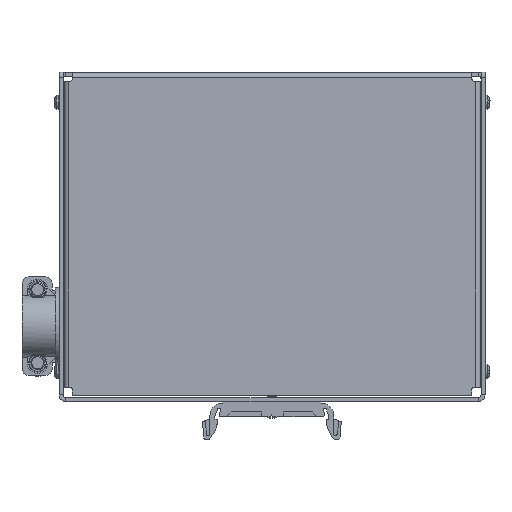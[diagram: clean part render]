
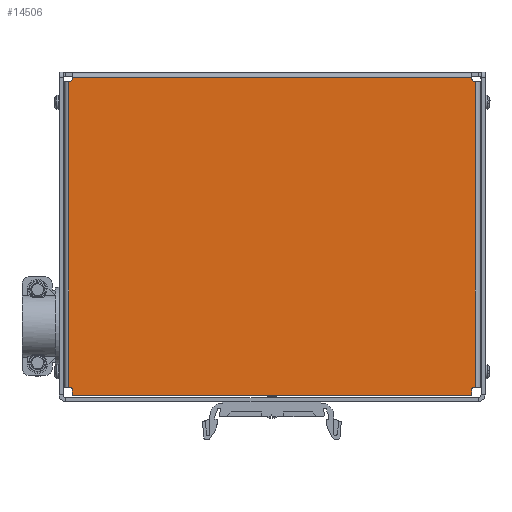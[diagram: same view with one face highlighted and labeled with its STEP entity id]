
A CAD part, left-side view. The second image highlights one B-rep face of the part: STEP entity #14506.
In plain terms, the highlighted face is planar.
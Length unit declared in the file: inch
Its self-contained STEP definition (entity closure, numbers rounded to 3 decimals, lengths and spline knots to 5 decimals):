
#69 = CARTESIAN_POINT ( 'NONE',  ( 2.39, -0.024, -1.8745 ) ) ;
#246 = VECTOR ( 'NONE', #18441, 39.37008 ) ;
#305 = VECTOR ( 'NONE', #7987, 39.37008 ) ;
#493 = DIRECTION ( 'NONE',  ( -1., 0., 0. ) ) ;
#660 = CARTESIAN_POINT ( 'NONE',  ( -2.39, -0.024, 1.8575 ) ) ;
#923 = CARTESIAN_POINT ( 'NONE',  ( 2.3925, -0.024, -1.8505 ) ) ;
#1197 = DIRECTION ( 'NONE',  ( 0., 0., -1. ) ) ;
#1257 = LINE ( 'NONE', #24463, #13295 ) ;
#2517 = ORIENTED_EDGE ( 'NONE', *, *, #7266, .F. ) ;
#2904 = ORIENTED_EDGE ( 'NONE', *, *, #23031, .F. ) ;
#2914 = VERTEX_POINT ( 'NONE', #21325 ) ;
#3545 = AXIS2_PLACEMENT_3D ( 'NONE', #8745, #16548, #1197 ) ;
#3568 = VERTEX_POINT ( 'NONE', #24716 ) ;
#4211 = CARTESIAN_POINT ( 'NONE',  ( 2.432, -0.024, 1.8275 ) ) ;
#4354 = VERTEX_POINT ( 'NONE', #11862 ) ;
#4378 = VECTOR ( 'NONE', #5899, 39.37008 ) ;
#4500 = EDGE_CURVE ( 'NONE', #10754, #18580, #24691, .T. ) ;
#4581 = LINE ( 'NONE', #4211, #6467 ) ;
#4631 = CARTESIAN_POINT ( 'NONE',  ( -2.39, -0.024, -1.8505 ) ) ;
#4643 = DIRECTION ( 'NONE',  ( 0., 0., 1. ) ) ;
#4711 = DIRECTION ( 'NONE',  ( 1., 0., 0. ) ) ;
#4713 = AXIS2_PLACEMENT_3D ( 'NONE', #18313, #14377, #12840 ) ;
#4728 = EDGE_CURVE ( 'NONE', #19541, #19268, #10009, .T. ) ;
#5242 = CARTESIAN_POINT ( 'NONE',  ( 2.39, -0.024, 1.8575 ) ) ;
#5287 = CARTESIAN_POINT ( 'NONE',  ( -2.42, -0.024, 1.8275 ) ) ;
#5464 = LINE ( 'NONE', #6879, #15845 ) ;
#5600 = EDGE_CURVE ( 'NONE', #2914, #3568, #5464, .T. ) ;
#5690 = CARTESIAN_POINT ( 'NONE',  ( 2.49, -0.024, -1.8325 ) ) ;
#5706 = CARTESIAN_POINT ( 'NONE',  ( 2.39, -0.024, -1.8505 ) ) ;
#5720 = DIRECTION ( 'NONE',  ( 0., 1., 0. ) ) ;
#5899 = DIRECTION ( 'NONE',  ( -1., 0., 0. ) ) ;
#5921 = CARTESIAN_POINT ( 'NONE',  ( -2.432, -0.024, -1.8325 ) ) ;
#6160 = ORIENTED_EDGE ( 'NONE', *, *, #21344, .F. ) ;
#6467 = VECTOR ( 'NONE', #10326, 39.37008 ) ;
#6485 = VERTEX_POINT ( 'NONE', #4631 ) ;
#6512 = EDGE_CURVE ( 'NONE', #21314, #10754, #24014, .T. ) ;
#6566 = CARTESIAN_POINT ( 'NONE',  ( 2.39, -0.024, 1.8575 ) ) ;
#6879 = CARTESIAN_POINT ( 'NONE',  ( -2.39, -0.024, 1.9275 ) ) ;
#6925 = VERTEX_POINT ( 'NONE', #22038 ) ;
#7060 = LINE ( 'NONE', #8887, #16311 ) ;
#7132 = DIRECTION ( 'NONE',  ( 0., 0., -1. ) ) ;
#7266 = EDGE_CURVE ( 'NONE', #23217, #6925, #17653, .T. ) ;
#7416 = EDGE_CURVE ( 'NONE', #19268, #15974, #12546, .T. ) ;
#7462 = VERTEX_POINT ( 'NONE', #11249 ) ;
#7540 = CIRCLE ( 'NONE', #4713, 0.03 ) ;
#7542 = DIRECTION ( 'NONE',  ( 0., 0., -1. ) ) ;
#7594 = LINE ( 'NONE', #5690, #305 ) ;
#7651 = VERTEX_POINT ( 'NONE', #12161 ) ;
#7733 = ORIENTED_EDGE ( 'NONE', *, *, #25181, .F. ) ;
#7764 = EDGE_LOOP ( 'NONE', ( #2904, #7733, #18957, #24215, #14410, #10874, #8031, #10946, #6160, #17214, #19116, #14120, #14848, #15992, #20467, #11272, #2517, #12137 ) ) ;
#7847 = DIRECTION ( 'NONE',  ( 0., 0., 1. ) ) ;
#7927 = CARTESIAN_POINT ( 'NONE',  ( -2.3925, -0.024, -1.8505 ) ) ;
#7987 = DIRECTION ( 'NONE',  ( -1., 0., 0. ) ) ;
#8031 = ORIENTED_EDGE ( 'NONE', *, *, #13729, .F. ) ;
#8424 = CARTESIAN_POINT ( 'NONE',  ( 2.432, -0.024, -1.8325 ) ) ;
#8679 = CIRCLE ( 'NONE', #9094, 0.03 ) ;
#8724 = DIRECTION ( 'NONE',  ( 1., 0., 0. ) ) ;
#8745 = CARTESIAN_POINT ( 'NONE',  ( -2.42, -0.024, 1.8575 ) ) ;
#8887 = CARTESIAN_POINT ( 'NONE',  ( -2.39, -0.024, 1.9275 ) ) ;
#8899 = DIRECTION ( 'NONE',  ( 0., -1., 0. ) ) ;
#9094 = AXIS2_PLACEMENT_3D ( 'NONE', #25014, #11675, #7542 ) ;
#9357 = VECTOR ( 'NONE', #8724, 39.37008 ) ;
#10009 = LINE ( 'NONE', #11952, #4378 ) ;
#10326 = DIRECTION ( 'NONE',  ( 0., 0., -1. ) ) ;
#10567 = DIRECTION ( 'NONE',  ( 0., 0., -1. ) ) ;
#10754 = VERTEX_POINT ( 'NONE', #5287 ) ;
#10874 = ORIENTED_EDGE ( 'NONE', *, *, #11877, .F. ) ;
#10946 = ORIENTED_EDGE ( 'NONE', *, *, #15643, .F. ) ;
#11249 = CARTESIAN_POINT ( 'NONE',  ( 2.42, -0.024, -1.8325 ) ) ;
#11272 = ORIENTED_EDGE ( 'NONE', *, *, #11776, .F. ) ;
#11675 = DIRECTION ( 'NONE',  ( 0., -1., 0. ) ) ;
#11776 = EDGE_CURVE ( 'NONE', #6925, #21314, #20104, .T. ) ;
#11778 = VECTOR ( 'NONE', #4643, 39.37008 ) ;
#11862 = CARTESIAN_POINT ( 'NONE',  ( 2.42, -0.024, 1.8275 ) ) ;
#11877 = EDGE_CURVE ( 'NONE', #7462, #19541, #7540, .T. ) ;
#11952 = CARTESIAN_POINT ( 'NONE',  ( 2.42, -0.024, -1.8505 ) ) ;
#12137 = ORIENTED_EDGE ( 'NONE', *, *, #20745, .F. ) ;
#12161 = CARTESIAN_POINT ( 'NONE',  ( 2.432, -0.024, 1.8275 ) ) ;
#12546 = LINE ( 'NONE', #24607, #17940 ) ;
#12644 = AXIS2_PLACEMENT_3D ( 'NONE', #19388, #5720, #24969 ) ;
#12795 = DIRECTION ( 'NONE',  ( 1., 0., 0. ) ) ;
#12840 = DIRECTION ( 'NONE',  ( 0., 0., 1. ) ) ;
#13295 = VECTOR ( 'NONE', #4711, 39.37008 ) ;
#13682 = CIRCLE ( 'NONE', #17304, 0.03 ) ;
#13729 = EDGE_CURVE ( 'NONE', #21311, #7462, #7594, .T. ) ;
#13891 = VECTOR ( 'NONE', #493, 39.37008 ) ;
#14120 = ORIENTED_EDGE ( 'NONE', *, *, #5600, .F. ) ;
#14363 = CARTESIAN_POINT ( 'NONE',  ( -2.42, -0.024, 1.8275 ) ) ;
#14377 = DIRECTION ( 'NONE',  ( 0., -1., 0. ) ) ;
#14410 = ORIENTED_EDGE ( 'NONE', *, *, #4728, .F. ) ;
#14506 = ADVANCED_FACE ( 'NONE', ( #15193 ), #15455, .F. ) ;
#14611 = VECTOR ( 'NONE', #21008, 39.37008 ) ;
#14844 = CARTESIAN_POINT ( 'NONE',  ( 2.42, -0.024, -1.8505 ) ) ;
#14848 = ORIENTED_EDGE ( 'NONE', *, *, #16204, .F. ) ;
#14915 = VECTOR ( 'NONE', #7847, 39.37008 ) ;
#15193 = FACE_OUTER_BOUND ( 'NONE', #7764, .T. ) ;
#15222 = DIRECTION ( 'NONE',  ( -1., 0., 0. ) ) ;
#15455 = PLANE ( 'NONE',  #12644 ) ;
#15643 = EDGE_CURVE ( 'NONE', #7651, #21311, #4581, .T. ) ;
#15845 = VECTOR ( 'NONE', #12795, 39.37008 ) ;
#15974 = VERTEX_POINT ( 'NONE', #69 ) ;
#15992 = ORIENTED_EDGE ( 'NONE', *, *, #4500, .F. ) ;
#16204 = EDGE_CURVE ( 'NONE', #18580, #2914, #7060, .T. ) ;
#16311 = VECTOR ( 'NONE', #18820, 39.37008 ) ;
#16548 = DIRECTION ( 'NONE',  ( 0., -1., 0. ) ) ;
#16884 = VERTEX_POINT ( 'NONE', #7927 ) ;
#17214 = ORIENTED_EDGE ( 'NONE', *, *, #17738, .F. ) ;
#17304 = AXIS2_PLACEMENT_3D ( 'NONE', #18578, #8899, #10567 ) ;
#17653 = LINE ( 'NONE', #19948, #13891 ) ;
#17738 = EDGE_CURVE ( 'NONE', #21850, #4354, #8679, .T. ) ;
#17940 = VECTOR ( 'NONE', #7132, 39.37008 ) ;
#18313 = CARTESIAN_POINT ( 'NONE',  ( 2.42, -0.024, -1.8625 ) ) ;
#18441 = DIRECTION ( 'NONE',  ( 0., 0., -1. ) ) ;
#18578 = CARTESIAN_POINT ( 'NONE',  ( -2.42, -0.024, -1.8625 ) ) ;
#18580 = VERTEX_POINT ( 'NONE', #660 ) ;
#18733 = CARTESIAN_POINT ( 'NONE',  ( -2.39, -0.024, -1.8745 ) ) ;
#18820 = DIRECTION ( 'NONE',  ( 0., 0., 1. ) ) ;
#18957 = ORIENTED_EDGE ( 'NONE', *, *, #23641, .T. ) ;
#19116 = ORIENTED_EDGE ( 'NONE', *, *, #22446, .F. ) ;
#19268 = VERTEX_POINT ( 'NONE', #5706 ) ;
#19388 = CARTESIAN_POINT ( 'NONE',  ( 2.42, -0.024, -1.8625 ) ) ;
#19431 = VECTOR ( 'NONE', #15222, 39.37008 ) ;
#19541 = VERTEX_POINT ( 'NONE', #923 ) ;
#19948 = CARTESIAN_POINT ( 'NONE',  ( -2.49, -0.024, -1.8325 ) ) ;
#20104 = LINE ( 'NONE', #5921, #14915 ) ;
#20467 = ORIENTED_EDGE ( 'NONE', *, *, #6512, .F. ) ;
#20745 = EDGE_CURVE ( 'NONE', #16884, #23217, #13682, .T. ) ;
#21008 = DIRECTION ( 'NONE',  ( 1., 0., 0. ) ) ;
#21311 = VERTEX_POINT ( 'NONE', #8424 ) ;
#21314 = VERTEX_POINT ( 'NONE', #23966 ) ;
#21325 = CARTESIAN_POINT ( 'NONE',  ( -2.39, -0.024, 1.9275 ) ) ;
#21344 = EDGE_CURVE ( 'NONE', #4354, #7651, #1257, .T. ) ;
#21850 = VERTEX_POINT ( 'NONE', #5242 ) ;
#21977 = CARTESIAN_POINT ( 'NONE',  ( -2.39, -0.024, -1.8625 ) ) ;
#22038 = CARTESIAN_POINT ( 'NONE',  ( -2.432, -0.024, -1.8325 ) ) ;
#22446 = EDGE_CURVE ( 'NONE', #3568, #21850, #24038, .T. ) ;
#22788 = LINE ( 'NONE', #18733, #14611 ) ;
#22902 = CARTESIAN_POINT ( 'NONE',  ( -2.39, -0.024, -1.8745 ) ) ;
#23031 = EDGE_CURVE ( 'NONE', #6485, #16884, #24761, .T. ) ;
#23195 = VERTEX_POINT ( 'NONE', #22902 ) ;
#23217 = VERTEX_POINT ( 'NONE', #24954 ) ;
#23641 = EDGE_CURVE ( 'NONE', #23195, #15974, #22788, .T. ) ;
#23762 = LINE ( 'NONE', #21977, #11778 ) ;
#23966 = CARTESIAN_POINT ( 'NONE',  ( -2.432, -0.024, 1.8275 ) ) ;
#24014 = LINE ( 'NONE', #14363, #9357 ) ;
#24038 = LINE ( 'NONE', #6566, #246 ) ;
#24215 = ORIENTED_EDGE ( 'NONE', *, *, #7416, .F. ) ;
#24463 = CARTESIAN_POINT ( 'NONE',  ( 2.49, -0.024, 1.8275 ) ) ;
#24607 = CARTESIAN_POINT ( 'NONE',  ( 2.39, -0.024, -1.8625 ) ) ;
#24691 = CIRCLE ( 'NONE', #3545, 0.03 ) ;
#24716 = CARTESIAN_POINT ( 'NONE',  ( 2.39, -0.024, 1.9275 ) ) ;
#24761 = LINE ( 'NONE', #14844, #19431 ) ;
#24954 = CARTESIAN_POINT ( 'NONE',  ( -2.42, -0.024, -1.8325 ) ) ;
#24969 = DIRECTION ( 'NONE',  ( 0., 0., 1. ) ) ;
#25014 = CARTESIAN_POINT ( 'NONE',  ( 2.42, -0.024, 1.8575 ) ) ;
#25181 = EDGE_CURVE ( 'NONE', #23195, #6485, #23762, .T. ) ;
